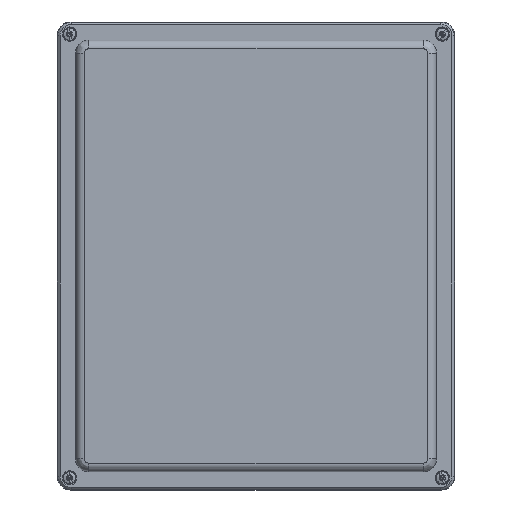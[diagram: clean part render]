
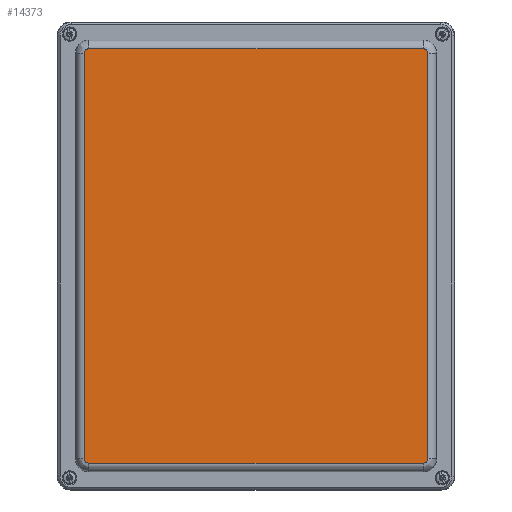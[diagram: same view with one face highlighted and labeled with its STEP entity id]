
A CAD part, top view. The second image highlights one B-rep face of the part: STEP entity #14373.
In plain terms, the highlighted planar face has unit normal (0, 0, 1).
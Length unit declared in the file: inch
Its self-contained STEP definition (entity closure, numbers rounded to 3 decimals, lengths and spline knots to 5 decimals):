
#899=PLANE($,#15963);
#1707=LINE($,#28870,#2745);
#1709=LINE($,#28906,#2747);
#1711=LINE($,#28910,#2749);
#1713=LINE($,#28943,#2751);
#2745=VECTOR($,#19750,9.45704);
#2747=VECTOR($,#19770,11.45704);
#2749=VECTOR($,#19774,11.45704);
#2751=VECTOR($,#19792,9.45704);
#3972=FACE_OUTER_BOUND($,#4948,.T.);
#4948=EDGE_LOOP($,(#12331,#12332,#12333,#12334,#12335,#12336,#12337,#12338));
#5842=CIRCLE($,#15947,0.12012);
#5844=CIRCLE($,#15949,0.12012);
#5850=CIRCLE($,#15957,0.12012);
#5852=CIRCLE($,#15959,0.12012);
#7022=VERTEX_POINT($,#28867);
#7023=VERTEX_POINT($,#28869);
#7026=VERTEX_POINT($,#28884);
#7027=VERTEX_POINT($,#28897);
#7030=VERTEX_POINT($,#28904);
#7031=VERTEX_POINT($,#28909);
#7034=VERTEX_POINT($,#28924);
#7035=VERTEX_POINT($,#28937);
#8867=EDGE_CURVE($,#7022,#7023,#1707,.T.);
#8871=EDGE_CURVE($,#7026,#7022,#5842,.T.);
#8873=EDGE_CURVE($,#7023,#7027,#5844,.T.);
#8877=EDGE_CURVE($,#7030,#7026,#1709,.T.);
#8879=EDGE_CURVE($,#7027,#7031,#1711,.T.);
#8883=EDGE_CURVE($,#7034,#7030,#5850,.T.);
#8885=EDGE_CURVE($,#7031,#7035,#5852,.T.);
#8888=EDGE_CURVE($,#7035,#7034,#1713,.T.);
#12331=ORIENTED_EDGE($,*,*,#8867,.F.);
#12332=ORIENTED_EDGE($,*,*,#8871,.F.);
#12333=ORIENTED_EDGE($,*,*,#8877,.F.);
#12334=ORIENTED_EDGE($,*,*,#8883,.F.);
#12335=ORIENTED_EDGE($,*,*,#8888,.F.);
#12336=ORIENTED_EDGE($,*,*,#8885,.F.);
#12337=ORIENTED_EDGE($,*,*,#8879,.F.);
#12338=ORIENTED_EDGE($,*,*,#8873,.F.);
#14373=ADVANCED_FACE($,(#3972),#899,.T.);
#15947=AXIS2_PLACEMENT_3D($,#28886,#19756,#19757);
#15949=AXIS2_PLACEMENT_3D($,#28898,#19760,#19761);
#15957=AXIS2_PLACEMENT_3D($,#28926,#19780,#19781);
#15959=AXIS2_PLACEMENT_3D($,#28938,#19784,#19785);
#15963=AXIS2_PLACEMENT_3D($,#28945,#19794,#19795);
#19750=DIRECTION($,(-1.,0.,0.));
#19756=DIRECTION('center_axis',(0.,0.,-1.));
#19757=DIRECTION('ref_axis',(0.707,-0.707,0.));
#19760=DIRECTION('center_axis',(0.,0.,-1.));
#19761=DIRECTION('ref_axis',(-0.707,-0.707,0.));
#19770=DIRECTION($,(0.,-1.,0.));
#19774=DIRECTION($,(0.,1.,0.));
#19780=DIRECTION('center_axis',(0.,0.,-1.));
#19781=DIRECTION('ref_axis',(0.707,0.707,0.));
#19784=DIRECTION('center_axis',(0.,0.,-1.));
#19785=DIRECTION('ref_axis',(-0.707,0.707,0.));
#19792=DIRECTION($,(1.,0.,0.));
#19794=DIRECTION('center_axis',(0.,0.,1.));
#19795=DIRECTION('ref_axis',(1.,0.,0.));
#28867=CARTESIAN_POINT('',(4.72852,-5.84863,1.));
#28869=CARTESIAN_POINT('',(-4.72852,-5.84863,1.));
#28870=CARTESIAN_POINT($,(4.72852,-5.84863,1.));
#28884=CARTESIAN_POINT('',(4.84863,-5.72852,1.));
#28886=CARTESIAN_POINT('Origin',(4.72852,-5.72852,1.));
#28897=CARTESIAN_POINT('',(-4.84863,-5.72852,1.));
#28898=CARTESIAN_POINT('Origin',(-4.72852,-5.72852,1.));
#28904=CARTESIAN_POINT('',(4.84863,5.72852,1.));
#28906=CARTESIAN_POINT($,(4.84863,5.72852,1.));
#28909=CARTESIAN_POINT('',(-4.84863,5.72852,1.));
#28910=CARTESIAN_POINT($,(-4.84863,-5.72852,1.));
#28924=CARTESIAN_POINT('',(4.72852,5.84863,1.));
#28926=CARTESIAN_POINT('Origin',(4.72852,5.72852,1.));
#28937=CARTESIAN_POINT('',(-4.72852,5.84863,1.));
#28938=CARTESIAN_POINT('Origin',(-4.72852,5.72852,1.));
#28943=CARTESIAN_POINT($,(-4.72852,5.84863,1.));
#28945=CARTESIAN_POINT('Origin',(0.,0.,1.));
